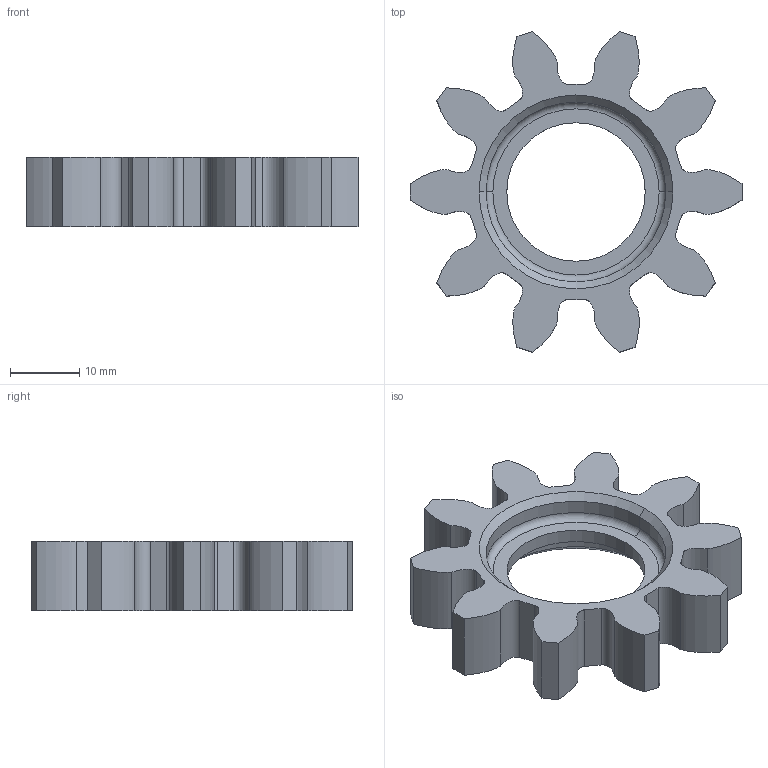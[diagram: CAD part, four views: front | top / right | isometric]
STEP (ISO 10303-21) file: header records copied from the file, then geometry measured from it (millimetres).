
FILE_DESCRIPTION (( 'STEP AP214' ), '1' );
FILE_NAME ('pinion.step', '2016-08-26T19:44:43', ( '' ), ( '' ), 'SwSTEP 2.0', 'SolidWorks 2015', '' );
FILE_SCHEMA (( 'AUTOMOTIVE_DESIGN' ));
Length unit declared in the file: inch
Products named in the file (1): pinion
Bounding box: 47.94 x 46.32 x 10 mm (x, y, z)
Volume: 7251.6 mm3; surface area: 4834 mm2
Topology: 1 solids, 1 shells, 78 faces, 214 edges, 140 vertices
Faces by surface type: bspline 40, plane 24, cylinder 6, torus 4, cone 4
Entity records: 4522 total; most frequent: CARTESIAN_POINT 2753, ORIENTED_EDGE 428, DIRECTION 236, EDGE_CURVE 214, VERTEX_POINT 140, VECTOR 110, LINE 110, EDGE_LOOP 82
